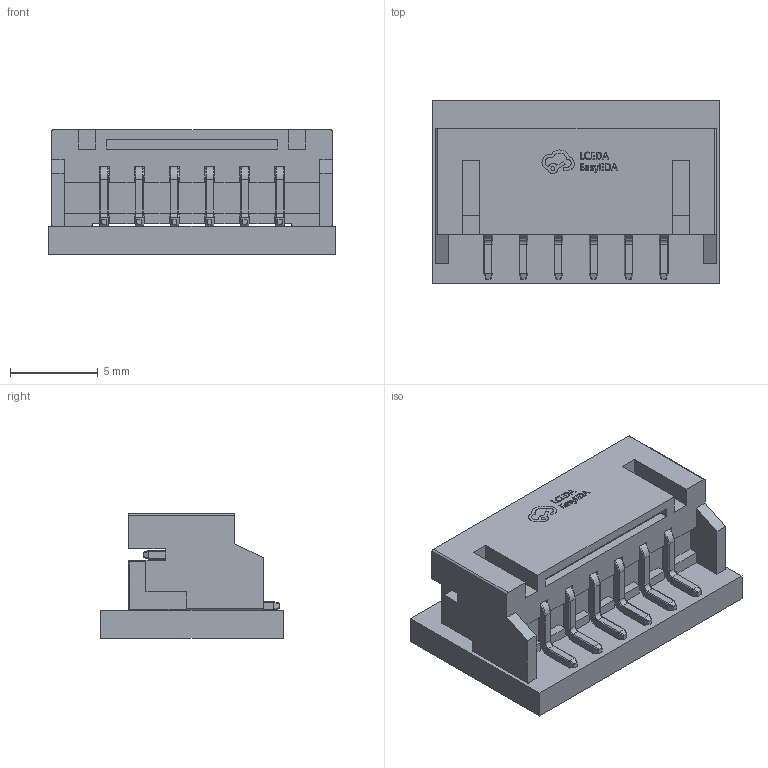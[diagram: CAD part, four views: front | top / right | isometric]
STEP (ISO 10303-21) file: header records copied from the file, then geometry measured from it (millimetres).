
FILE_DESCRIPTION(('Designed by EasyEDA Pro'),'2;1');
FILE_NAME('Open CASCADE Shape Model','2022-12-13T23:45:45',('Author'),( 'Open CASCADE'),'Open CASCADE STEP processor 7.6','Open CASCADE 7.6' ,'Unknown');
FILE_SCHEMA(('AUTOMOTIVE_DESIGN { 1 0 10303 214 1 1 1 1 }'));
Length unit declared in the file: millimetre
Products named in the file (5): PCBModel; COMPOUND; P1; CONN-SMD_S6B-PH-SM4-TB-LF-SN
Assembly tree (4 placements, depth 4):
  PCBModel
    COMPOUND
    P1
      CONN-SMD_S6B-PH-SM4-TB-LF-SN
        COMPOUND
Bounding box: 16.38 x 10.42 x 7.1 mm (x, y, z)
Volume: 491.3 mm3; surface area: 1246.3 mm2
Topology: 23 solids, 23 shells, 807 faces, 2053 edges, 1292 vertices
Faces by surface type: plane 473, cylinder 170, bspline 112, torus 48, sphere 4
Entity records: 32739 total; most frequent: CARTESIAN_POINT 6893, ORIENTED_EDGE 4098, DIRECTION 3225, EDGE_CURVE 2049, LINE 1393, VECTOR 1393, VERTEX_POINT 1292, AXIS2_PLACEMENT_3D 916
